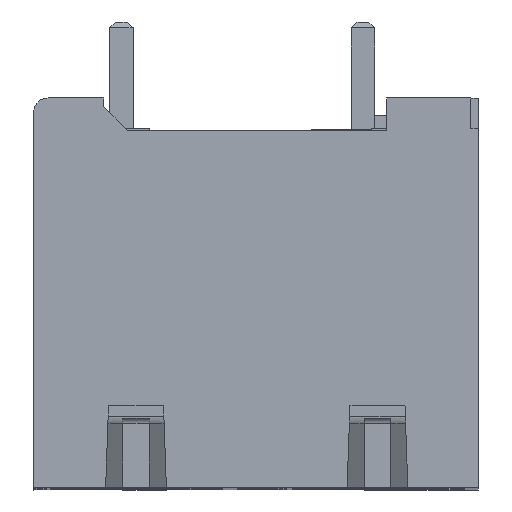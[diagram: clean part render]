
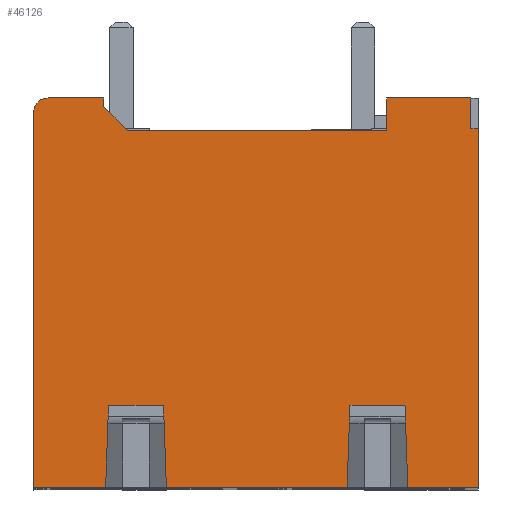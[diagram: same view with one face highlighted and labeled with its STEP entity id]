
A CAD part, top view. The second image highlights one B-rep face of the part: STEP entity #46126.
In plain terms, the highlighted planar face has unit normal (0, 0, 1).
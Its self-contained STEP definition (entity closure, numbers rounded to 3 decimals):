
#2312=DIRECTION('',(0.,1.,0.));
#2313=VECTOR('',#2312,12.25);
#2314=CARTESIAN_POINT('',(12.2,0.,2.2));
#2315=LINE('',#2314,#2313);
#9601=DIRECTION('',(-1.,0.,0.));
#9602=VECTOR('',#9601,2.413);
#9603=CARTESIAN_POINT('',(12.2,0.,2.2));
#9604=LINE('',#9603,#9602);
#9605=DIRECTION('',(-0.035,0.999,0.));
#9606=VECTOR('',#9605,2.802);
#9607=CARTESIAN_POINT('',(9.787,0.,2.2));
#9608=LINE('',#9607,#9606);
#9609=DIRECTION('',(-0.035,-0.999,0.));
#9610=VECTOR('',#9609,2.802);
#9611=CARTESIAN_POINT('',(7.811,2.8,2.2));
#9612=LINE('',#9611,#9610);
#9613=DIRECTION('',(-1.,0.,0.));
#9614=VECTOR('',#9613,6.175);
#9615=CARTESIAN_POINT('',(7.712,0.,2.2));
#9616=LINE('',#9615,#9614);
#9617=DIRECTION('',(-0.035,0.999,0.));
#9618=VECTOR('',#9617,2.802);
#9619=CARTESIAN_POINT('',(1.537,0.,2.2));
#9620=LINE('',#9619,#9618);
#9621=DIRECTION('',(-0.035,-0.999,0.));
#9622=VECTOR('',#9621,2.802);
#9623=CARTESIAN_POINT('',(-0.439,2.8,
2.2));
#9624=LINE('',#9623,#9622);
#9625=DIRECTION('',(-1.,0.,0.));
#9626=VECTOR('',#9625,2.462);
#9627=CARTESIAN_POINT('',(-0.538,0.,2.2));
#9628=LINE('',#9627,#9626);
#9629=CARTESIAN_POINT('',(-2.5,12.8,2.2));
#9630=DIRECTION('',(0.,0.,-1.));
#9631=DIRECTION('',(-1.,0.,0.));
#9632=AXIS2_PLACEMENT_3D('',#9629,#9630,#9631);
#9634=DIRECTION('',(1.,0.,0.));
#9635=VECTOR('',#9634,1.895);
#9636=CARTESIAN_POINT('',(-2.5,13.3,2.2));
#9637=LINE('',#9636,#9635);
#9638=DIRECTION('',(0.,-1.,0.));
#9639=VECTOR('',#9638,0.295);
#9640=CARTESIAN_POINT('',(-0.605,13.3,2.2));
#9641=LINE('',#9640,#9639);
#9642=DIRECTION('',(0.707,-0.707,0.));
#9643=VECTOR('',#9642,1.149);
#9644=CARTESIAN_POINT('',(-0.605,13.005,2.2));
#9645=LINE('',#9644,#9643);
#9646=DIRECTION('',(1.,0.,0.));
#9647=VECTOR('',#9646,8.853);
#9648=CARTESIAN_POINT('',(0.207,12.193,2.2));
#9649=LINE('',#9648,#9647);
#9650=DIRECTION('',(0.,1.,0.));
#9651=VECTOR('',#9650,1.107);
#9652=CARTESIAN_POINT('',(9.059,12.193,2.2));
#9653=LINE('',#9652,#9651);
#9654=DIRECTION('',(1.,0.,0.));
#9655=VECTOR('',#9654,2.878);
#9656=CARTESIAN_POINT('',(9.059,13.3,2.2));
#9657=LINE('',#9656,#9655);
#9658=DIRECTION('',(0.,-1.,0.));
#9659=VECTOR('',#9658,1.05);
#9660=CARTESIAN_POINT('',(11.938,13.3,2.2));
#9661=LINE('',#9660,#9659);
#9755=DIRECTION('',(1.,0.,0.));
#9756=VECTOR('',#9755,1.879);
#9757=CARTESIAN_POINT('',(7.811,2.8,2.2));
#9758=LINE('',#9757,#9756);
#9897=DIRECTION('',(1.,0.,0.));
#9898=VECTOR('',#9897,1.879);
#9899=CARTESIAN_POINT('',(-0.439,2.8,
2.2));
#9900=LINE('',#9899,#9898);
#9946=DIRECTION('',(0.,-1.,0.));
#9947=VECTOR('',#9946,12.8);
#9948=CARTESIAN_POINT('',(-3.,12.8,2.2));
#9949=LINE('',#9948,#9947);
#10680=DIRECTION('',(-1.,0.,0.));
#10681=VECTOR('',#10680,0.262);
#10682=CARTESIAN_POINT('',(12.2,12.25,2.2));
#10683=LINE('',#10682,#10681);
#25922=CARTESIAN_POINT('',(9.059,13.3,2.2));
#25924=VERTEX_POINT('',#25922);
#26034=CARTESIAN_POINT('',(11.938,13.3,2.2));
#26035=VERTEX_POINT('',#26034);
#26048=CARTESIAN_POINT('',(9.059,12.193,2.2));
#26049=VERTEX_POINT('',#26048);
#26790=CARTESIAN_POINT('',(0.207,12.193,2.2));
#26791=VERTEX_POINT('',#26790);
#27138=CARTESIAN_POINT('',(-0.605,13.3,2.2));
#27140=VERTEX_POINT('',#27138);
#27380=CARTESIAN_POINT('',(-0.605,13.005,2.2));
#27381=VERTEX_POINT('',#27380);
#27390=CARTESIAN_POINT('',(-2.5,13.3,2.2));
#27391=VERTEX_POINT('',#27390);
#27534=CARTESIAN_POINT('',(12.2,0.,2.2));
#27536=VERTEX_POINT('',#27534);
#27612=CARTESIAN_POINT('',(-3.,0.,2.2));
#27613=VERTEX_POINT('',#27612);
#27614=CARTESIAN_POINT('',(-0.538,0.,2.2));
#27615=VERTEX_POINT('',#27614);
#27620=CARTESIAN_POINT('',(1.537,0.,2.2));
#27621=VERTEX_POINT('',#27620);
#27622=CARTESIAN_POINT('',(7.712,0.,2.2));
#27623=VERTEX_POINT('',#27622);
#27628=CARTESIAN_POINT('',(9.787,0.,2.2));
#27629=VERTEX_POINT('',#27628);
#31664=CARTESIAN_POINT('',(12.2,12.25,2.2));
#31665=VERTEX_POINT('',#31664);
#31802=CARTESIAN_POINT('',(9.69,2.8,2.2));
#31803=VERTEX_POINT('',#31802);
#31804=CARTESIAN_POINT('',(7.811,2.8,2.2));
#31805=VERTEX_POINT('',#31804);
#31806=CARTESIAN_POINT('',(1.44,2.8,2.2));
#31807=VERTEX_POINT('',#31806);
#31808=CARTESIAN_POINT('',(-0.439,2.8,
2.2));
#31809=VERTEX_POINT('',#31808);
#31810=CARTESIAN_POINT('',(-3.,12.8,2.2));
#31811=VERTEX_POINT('',#31810);
#31812=CARTESIAN_POINT('',(11.938,12.25,2.2));
#31813=VERTEX_POINT('',#31812);
#46088=CARTESIAN_POINT('',(0.,0.,2.2));
#46089=DIRECTION('',(0.,0.,1.));
#46090=DIRECTION('',(1.,0.,0.));
#46091=AXIS2_PLACEMENT_3D('',#46088,#46089,#46090);
#46092=PLANE('',#46091);
#46093=ORIENTED_EDGE('',*,*,#35915,.F.);
#46094=ORIENTED_EDGE('',*,*,#34674,.T.);
#46096=ORIENTED_EDGE('',*,*,#46095,.T.);
#46098=ORIENTED_EDGE('',*,*,#46097,.F.);
#46100=ORIENTED_EDGE('',*,*,#46099,.T.);
#46101=ORIENTED_EDGE('',*,*,#34666,.T.);
#46103=ORIENTED_EDGE('',*,*,#46102,.T.);
#46105=ORIENTED_EDGE('',*,*,#46104,.F.);
#46107=ORIENTED_EDGE('',*,*,#46106,.T.);
#46108=ORIENTED_EDGE('',*,*,#34658,.T.);
#46110=ORIENTED_EDGE('',*,*,#46109,.F.);
#46112=ORIENTED_EDGE('',*,*,#46111,.T.);
#46113=ORIENTED_EDGE('',*,*,#34340,.T.);
#46114=ORIENTED_EDGE('',*,*,#34321,.T.);
#46116=ORIENTED_EDGE('',*,*,#46115,.T.);
#46117=ORIENTED_EDGE('',*,*,#36940,.T.);
#46118=ORIENTED_EDGE('',*,*,#36160,.T.);
#46119=ORIENTED_EDGE('',*,*,#36137,.T.);
#46121=ORIENTED_EDGE('',*,*,#46120,.T.);
#46123=ORIENTED_EDGE('',*,*,#46122,.F.);
#46124=EDGE_LOOP('',(#46093,#46094,#46096,#46098,#46100,#46101,#46103,#46105,
#46107,#46108,#46110,#46112,#46113,#46114,#46116,#46117,#46118,#46119,#46121,
#46123));
#46125=FACE_OUTER_BOUND('',#46124,.F.);
#9633=CIRCLE('',#9632,0.5);
#34321=EDGE_CURVE('',#27140,#27381,#9641,.T.);
#34340=EDGE_CURVE('',#27391,#27140,#9637,.T.);
#34658=EDGE_CURVE('',#27615,#27613,#9628,.T.);
#34666=EDGE_CURVE('',#27623,#27621,#9616,.T.);
#34674=EDGE_CURVE('',#27536,#27629,#9604,.T.);
#35915=EDGE_CURVE('',#27536,#31665,#2315,.T.);
#36137=EDGE_CURVE('',#25924,#26035,#9657,.T.);
#36160=EDGE_CURVE('',#26049,#25924,#9653,.T.);
#36940=EDGE_CURVE('',#26791,#26049,#9649,.T.);
#46095=EDGE_CURVE('',#27629,#31803,#9608,.T.);
#46097=EDGE_CURVE('',#31805,#31803,#9758,.T.);
#46099=EDGE_CURVE('',#31805,#27623,#9612,.T.);
#46102=EDGE_CURVE('',#27621,#31807,#9620,.T.);
#46104=EDGE_CURVE('',#31809,#31807,#9900,.T.);
#46106=EDGE_CURVE('',#31809,#27615,#9624,.T.);
#46109=EDGE_CURVE('',#31811,#27613,#9949,.T.);
#46111=EDGE_CURVE('',#31811,#27391,#9633,.T.);
#46115=EDGE_CURVE('',#27381,#26791,#9645,.T.);
#46120=EDGE_CURVE('',#26035,#31813,#9661,.T.);
#46122=EDGE_CURVE('',#31665,#31813,#10683,.T.);
#46126=ADVANCED_FACE('',(#46125),#46092,.T.);
